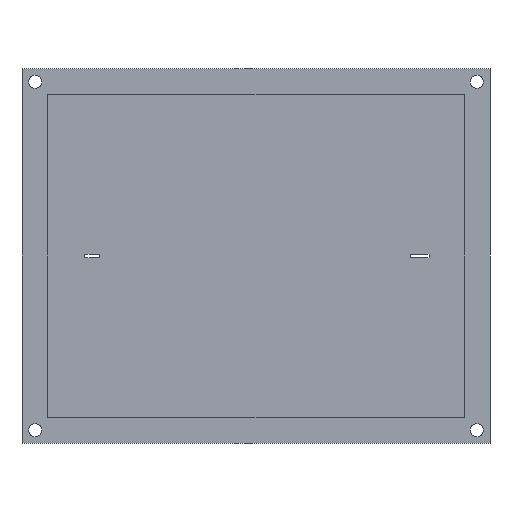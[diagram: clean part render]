
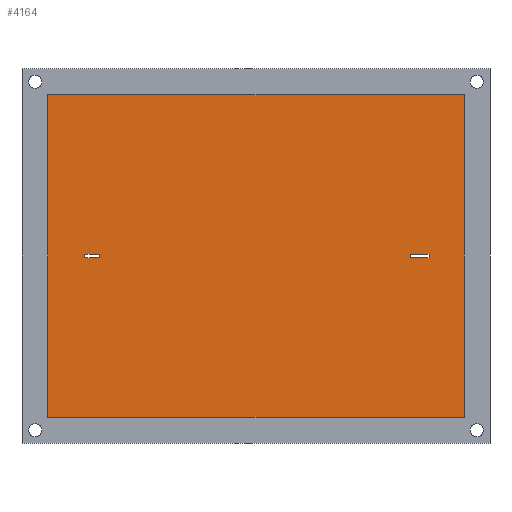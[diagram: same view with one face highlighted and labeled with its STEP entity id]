
A CAD part, front view. The second image highlights one B-rep face of the part: STEP entity #4164.
In plain terms, the highlighted planar face has unit normal (0, -1, 0).
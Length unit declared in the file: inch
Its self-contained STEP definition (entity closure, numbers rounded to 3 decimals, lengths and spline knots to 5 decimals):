
#29 = CARTESIAN_POINT ( 'NONE',  ( -2.225, -0.05, -1.725 ) ) ;
#161 = DIRECTION ( 'NONE',  ( 0., 0., 1. ) ) ;
#320 = DIRECTION ( 'NONE',  ( 0., 0., -1. ) ) ;
#609 = VERTEX_POINT ( 'NONE', #1403 ) ;
#681 = VERTEX_POINT ( 'NONE', #1834 ) ;
#708 = VERTEX_POINT ( 'NONE', #10067 ) ;
#732 = EDGE_CURVE ( 'NONE', #4075, #5532, #4362, .T. ) ;
#807 = CARTESIAN_POINT ( 'NONE',  ( 1.84843, -0.05, 0.01969 ) ) ;
#840 = VECTOR ( 'NONE', #5337, 39.37008 ) ;
#896 = CARTESIAN_POINT ( 'NONE',  ( 1.84843, -0.05, -0.01969 ) ) ;
#976 = CARTESIAN_POINT ( 'NONE',  ( 1.65157, -0.05, -0.01969 ) ) ;
#1166 = LINE ( 'NONE', #10165, #840 ) ;
#1403 = CARTESIAN_POINT ( 'NONE',  ( -1.82874, -0.05, 0.01969 ) ) ;
#1417 = ORIENTED_EDGE ( 'NONE', *, *, #4257, .T. ) ;
#1653 = ORIENTED_EDGE ( 'NONE', *, *, #5899, .T. ) ;
#1834 = CARTESIAN_POINT ( 'NONE',  ( 1.65157, -0.05, -0.01969 ) ) ;
#2119 = EDGE_CURVE ( 'NONE', #7646, #7555, #2375, .T. ) ;
#2375 = LINE ( 'NONE', #4057, #2518 ) ;
#2381 = VECTOR ( 'NONE', #4413, 39.37008 ) ;
#2511 = CARTESIAN_POINT ( 'NONE',  ( -1.67126, -0.05, 0.01969 ) ) ;
#2513 = EDGE_CURVE ( 'NONE', #3291, #681, #3580, .T. ) ;
#2518 = VECTOR ( 'NONE', #9912, 39.37008 ) ;
#2549 = CARTESIAN_POINT ( 'NONE',  ( 2.225, -0.05, 1.725 ) ) ;
#2691 = LINE ( 'NONE', #5846, #3139 ) ;
#2696 = ORIENTED_EDGE ( 'NONE', *, *, #2513, .T. ) ;
#2751 = ORIENTED_EDGE ( 'NONE', *, *, #4507, .T. ) ;
#2763 = DIRECTION ( 'NONE',  ( -1., 0., 0. ) ) ;
#2918 = VECTOR ( 'NONE', #161, 39.37008 ) ;
#3089 = CARTESIAN_POINT ( 'NONE',  ( -2.225, -0.05, -1.725 ) ) ;
#3139 = VECTOR ( 'NONE', #5894, 39.37008 ) ;
#3248 = EDGE_LOOP ( 'NONE', ( #1653, #2696, #7537, #5571 ) ) ;
#3291 = VERTEX_POINT ( 'NONE', #896 ) ;
#3352 = DIRECTION ( 'NONE',  ( -1., 0., 0. ) ) ;
#3580 = LINE ( 'NONE', #10200, #8963 ) ;
#3742 = DIRECTION ( 'NONE',  ( 0., -1., 0. ) ) ;
#3783 = VECTOR ( 'NONE', #5537, 39.37008 ) ;
#3796 = CARTESIAN_POINT ( 'NONE',  ( 0., -0.05, 0. ) ) ;
#4057 = CARTESIAN_POINT ( 'NONE',  ( -2.225, -0.05, 1.725 ) ) ;
#4075 = VERTEX_POINT ( 'NONE', #2511 ) ;
#4156 = VERTEX_POINT ( 'NONE', #8623 ) ;
#4162 = CARTESIAN_POINT ( 'NONE',  ( -1.82874, -0.05, -0.01969 ) ) ;
#4164 = ADVANCED_FACE ( 'NONE', ( #6288, #7701, #4397 ), #6893, .T. ) ;
#4209 = VERTEX_POINT ( 'NONE', #5269 ) ;
#4257 = EDGE_CURVE ( 'NONE', #9336, #4156, #9818, .T. ) ;
#4318 = DIRECTION ( 'NONE',  ( 0., 0., 1. ) ) ;
#4362 = LINE ( 'NONE', #7670, #2381 ) ;
#4397 = FACE_OUTER_BOUND ( 'NONE', #5353, .T. ) ;
#4413 = DIRECTION ( 'NONE',  ( 0., 0., -1. ) ) ;
#4507 = EDGE_CURVE ( 'NONE', #4209, #609, #5794, .T. ) ;
#4709 = EDGE_CURVE ( 'NONE', #708, #7473, #6370, .T. ) ;
#4861 = VECTOR ( 'NONE', #320, 39.37008 ) ;
#4986 = ORIENTED_EDGE ( 'NONE', *, *, #10063, .T. ) ;
#5269 = CARTESIAN_POINT ( 'NONE',  ( -1.82874, -0.05, -0.01969 ) ) ;
#5337 = DIRECTION ( 'NONE',  ( 0., 0., -1. ) ) ;
#5353 = EDGE_LOOP ( 'NONE', ( #4986, #1417, #7068, #9822 ) ) ;
#5532 = VERTEX_POINT ( 'NONE', #7317 ) ;
#5537 = DIRECTION ( 'NONE',  ( 1., 0., 0. ) ) ;
#5565 = VECTOR ( 'NONE', #9752, 39.37008 ) ;
#5571 = ORIENTED_EDGE ( 'NONE', *, *, #4709, .T. ) ;
#5794 = LINE ( 'NONE', #9046, #2918 ) ;
#5846 = CARTESIAN_POINT ( 'NONE',  ( -2.225, -0.05, 1.725 ) ) ;
#5894 = DIRECTION ( 'NONE',  ( 0., 0., -1. ) ) ;
#5899 = EDGE_CURVE ( 'NONE', #7473, #3291, #1166, .T. ) ;
#6006 = LINE ( 'NONE', #2549, #4861 ) ;
#6288 = FACE_BOUND ( 'NONE', #3248, .T. ) ;
#6370 = LINE ( 'NONE', #9683, #10712 ) ;
#6655 = EDGE_LOOP ( 'NONE', ( #8432, #8227, #2751, #8497 ) ) ;
#6893 = PLANE ( 'NONE',  #8798 ) ;
#7068 = ORIENTED_EDGE ( 'NONE', *, *, #8541, .F. ) ;
#7181 = CARTESIAN_POINT ( 'NONE',  ( -2.225, -0.05, 1.725 ) ) ;
#7317 = CARTESIAN_POINT ( 'NONE',  ( -1.67126, -0.05, -0.01969 ) ) ;
#7473 = VERTEX_POINT ( 'NONE', #807 ) ;
#7537 = ORIENTED_EDGE ( 'NONE', *, *, #10137, .T. ) ;
#7555 = VERTEX_POINT ( 'NONE', #8640 ) ;
#7646 = VERTEX_POINT ( 'NONE', #7181 ) ;
#7670 = CARTESIAN_POINT ( 'NONE',  ( -1.67126, -0.05, -0.01969 ) ) ;
#7701 = FACE_BOUND ( 'NONE', #6655, .T. ) ;
#8227 = ORIENTED_EDGE ( 'NONE', *, *, #10001, .T. ) ;
#8282 = LINE ( 'NONE', #4162, #10410 ) ;
#8342 = VECTOR ( 'NONE', #4318, 39.37008 ) ;
#8387 = LINE ( 'NONE', #976, #8342 ) ;
#8432 = ORIENTED_EDGE ( 'NONE', *, *, #732, .T. ) ;
#8497 = ORIENTED_EDGE ( 'NONE', *, *, #9893, .T. ) ;
#8541 = EDGE_CURVE ( 'NONE', #7555, #4156, #6006, .T. ) ;
#8570 = DIRECTION ( 'NONE',  ( 0., 0., -1. ) ) ;
#8623 = CARTESIAN_POINT ( 'NONE',  ( 2.225, -0.05, -1.725 ) ) ;
#8640 = CARTESIAN_POINT ( 'NONE',  ( 2.225, -0.05, 1.725 ) ) ;
#8798 = AXIS2_PLACEMENT_3D ( 'NONE', #3796, #3742, #8570 ) ;
#8881 = LINE ( 'NONE', #8931, #5565 ) ;
#8931 = CARTESIAN_POINT ( 'NONE',  ( -1.82874, -0.05, 0.01969 ) ) ;
#8963 = VECTOR ( 'NONE', #2763, 39.37008 ) ;
#9046 = CARTESIAN_POINT ( 'NONE',  ( -1.82874, -0.05, -0.01969 ) ) ;
#9336 = VERTEX_POINT ( 'NONE', #29 ) ;
#9683 = CARTESIAN_POINT ( 'NONE',  ( 1.65157, -0.05, 0.01969 ) ) ;
#9736 = DIRECTION ( 'NONE',  ( 1., 0., 0. ) ) ;
#9752 = DIRECTION ( 'NONE',  ( 1., 0., 0. ) ) ;
#9818 = LINE ( 'NONE', #3089, #3783 ) ;
#9822 = ORIENTED_EDGE ( 'NONE', *, *, #2119, .F. ) ;
#9893 = EDGE_CURVE ( 'NONE', #609, #4075, #8881, .T. ) ;
#9912 = DIRECTION ( 'NONE',  ( 1., 0., 0. ) ) ;
#10001 = EDGE_CURVE ( 'NONE', #5532, #4209, #8282, .T. ) ;
#10063 = EDGE_CURVE ( 'NONE', #7646, #9336, #2691, .T. ) ;
#10067 = CARTESIAN_POINT ( 'NONE',  ( 1.65157, -0.05, 0.01969 ) ) ;
#10137 = EDGE_CURVE ( 'NONE', #681, #708, #8387, .T. ) ;
#10165 = CARTESIAN_POINT ( 'NONE',  ( 1.84843, -0.05, -0.01969 ) ) ;
#10200 = CARTESIAN_POINT ( 'NONE',  ( 1.65157, -0.05, -0.01969 ) ) ;
#10410 = VECTOR ( 'NONE', #3352, 39.37008 ) ;
#10712 = VECTOR ( 'NONE', #9736, 39.37008 ) ;
